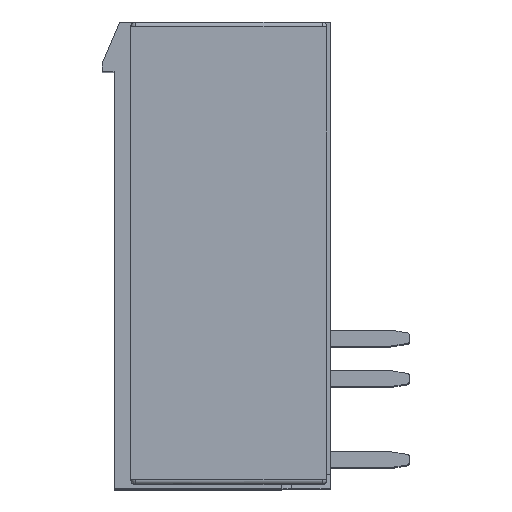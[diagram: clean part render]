
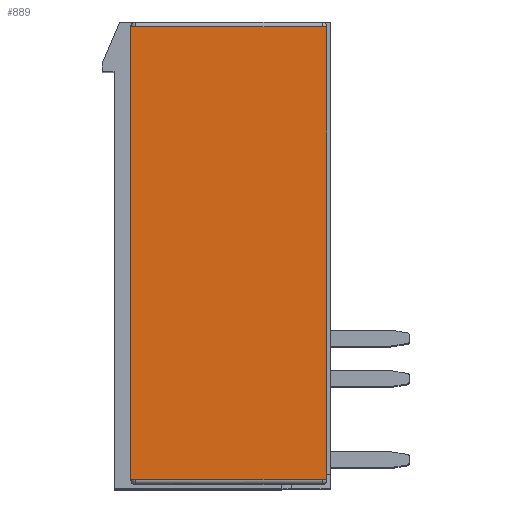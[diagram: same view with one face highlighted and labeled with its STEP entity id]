
A CAD part, top view. The second image highlights one B-rep face of the part: STEP entity #889.
In plain terms, the highlighted planar face has unit normal (0, 0, 1).
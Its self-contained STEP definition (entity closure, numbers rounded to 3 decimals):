
#889=ADVANCED_FACE('',(#2074),#1560,.T.);
#1560=PLANE('',#13900);
#2074=FACE_OUTER_BOUND('',#2786,.T.);
#2786=EDGE_LOOP('',(#4436,#4437,#4438,#4439,#4440,#4441,#4442,#4443));
#4436=ORIENTED_EDGE('',*,*,#9385,.T.);
#4437=ORIENTED_EDGE('',*,*,#9386,.T.);
#4438=ORIENTED_EDGE('',*,*,#9387,.T.);
#4439=ORIENTED_EDGE('',*,*,#9388,.T.);
#4440=ORIENTED_EDGE('',*,*,#9384,.T.);
#4441=ORIENTED_EDGE('',*,*,#9389,.T.);
#4442=ORIENTED_EDGE('',*,*,#9377,.T.);
#4443=ORIENTED_EDGE('',*,*,#9390,.T.);
#7956=VERTEX_POINT('',#20037);
#7957=VERTEX_POINT('',#20039);
#7959=VERTEX_POINT('',#20045);
#7960=VERTEX_POINT('',#20049);
#7962=VERTEX_POINT('',#20055);
#7963=VERTEX_POINT('',#20056);
#7964=VERTEX_POINT('',#20058);
#7965=VERTEX_POINT('',#20060);
#9377=EDGE_CURVE('',#7957,#7956,#11232,.T.);
#9384=EDGE_CURVE('',#7960,#7959,#11235,.T.);
#9385=EDGE_CURVE('',#7962,#7963,#11236,.T.);
#9386=EDGE_CURVE('',#7963,#7964,#11237,.T.);
#9387=EDGE_CURVE('',#7964,#7965,#11238,.T.);
#9388=EDGE_CURVE('',#7965,#7960,#11239,.T.);
#9389=EDGE_CURVE('',#7959,#7957,#11240,.T.);
#9390=EDGE_CURVE('',#7956,#7962,#11241,.T.);
#11232=LINE('',#20038,#12701);
#11235=LINE('',#20052,#12704);
#11236=LINE('',#20054,#12705);
#11237=LINE('',#20057,#12706);
#11238=LINE('',#20059,#12707);
#11239=LINE('',#20061,#12708);
#11240=LINE('',#20062,#12709);
#11241=LINE('',#20063,#12710);
#12701=VECTOR('',#15736,1.);
#12704=VECTOR('',#15751,1.);
#12705=VECTOR('',#15754,1.);
#12706=VECTOR('',#15755,1.);
#12707=VECTOR('',#15756,1.);
#12708=VECTOR('',#15757,1.);
#12709=VECTOR('',#15758,1.);
#12710=VECTOR('',#15759,1.);
#13900=AXIS2_PLACEMENT_3D('',#20064,#15760,#15761);
#15736=DIRECTION('',(0.,-1.,0.));
#15751=DIRECTION('',(-1.,0.,0.));
#15754=DIRECTION('',(1.,0.,0.));
#15755=DIRECTION('',(1.,0.,0.));
#15756=DIRECTION('',(0.,1.,0.));
#15757=DIRECTION('',(-1.,0.,0.));
#15758=DIRECTION('',(-1.,0.,0.));
#15759=DIRECTION('',(1.,0.,0.));
#15760=DIRECTION('',(0.,0.,1.));
#15761=DIRECTION('',(0.,-1.,0.));
#20037=CARTESIAN_POINT('',(1.05,0.55,6.23));
#20038=CARTESIAN_POINT('',(1.05,28.95,6.23));
#20039=CARTESIAN_POINT('',(1.05,28.95,6.23));
#20045=CARTESIAN_POINT('',(1.35,28.95,6.23));
#20049=CARTESIAN_POINT('',(13.05,28.95,6.23));
#20052=CARTESIAN_POINT('',(13.05,28.95,6.23));
#20054=CARTESIAN_POINT('',(1.35,0.55,6.23));
#20055=CARTESIAN_POINT('',(1.35,0.55,6.23));
#20056=CARTESIAN_POINT('',(13.05,0.55,6.23));
#20057=CARTESIAN_POINT('',(1.05,0.55,6.23));
#20058=CARTESIAN_POINT('',(13.35,0.55,6.23));
#20059=CARTESIAN_POINT('',(13.35,0.55,6.23));
#20060=CARTESIAN_POINT('',(13.35,28.95,6.23));
#20061=CARTESIAN_POINT('',(13.35,28.95,6.23));
#20062=CARTESIAN_POINT('',(13.35,28.95,6.23));
#20063=CARTESIAN_POINT('',(1.05,0.55,6.23));
#20064=CARTESIAN_POINT('',(13.35,0.3,6.23));
